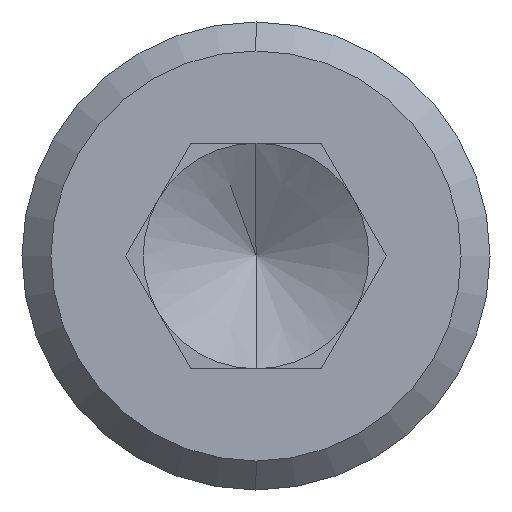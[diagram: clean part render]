
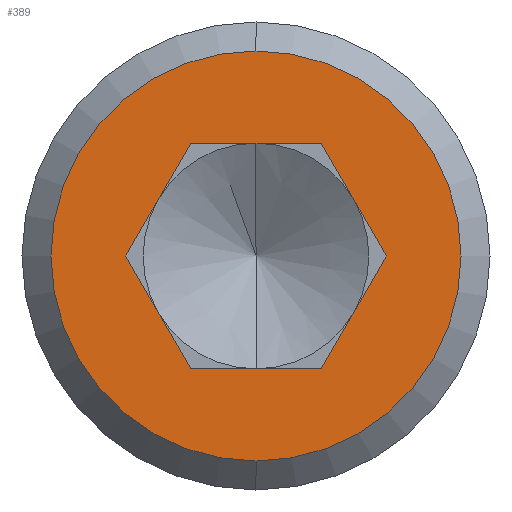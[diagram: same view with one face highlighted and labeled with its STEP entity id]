
A CAD part, left-side view. The second image highlights one B-rep face of the part: STEP entity #389.
In plain terms, the highlighted planar face has unit normal (-1, 0, 0).
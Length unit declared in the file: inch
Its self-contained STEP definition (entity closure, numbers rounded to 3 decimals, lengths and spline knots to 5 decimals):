
#19 = ORIENTED_EDGE ( 'NONE', *, *, #499, .F. ) ;
#21 = EDGE_CURVE ( 'NONE', #770, #254, #27, .T. ) ;
#23 = CARTESIAN_POINT ( 'NONE',  ( 0., -0.03147, -0.0545 ) ) ;
#27 = LINE ( 'NONE', #95, #493 ) ;
#33 = CARTESIAN_POINT ( 'NONE',  ( 0., 0.06293, 0. ) ) ;
#41 = LINE ( 'NONE', #625, #530 ) ;
#44 = EDGE_CURVE ( 'NONE', #430, #525, #128, .T. ) ;
#61 = ORIENTED_EDGE ( 'NONE', *, *, #435, .T. ) ;
#62 = DIRECTION ( 'NONE',  ( 0., 0., 1. ) ) ;
#70 = LINE ( 'NONE', #497, #748 ) ;
#95 = CARTESIAN_POINT ( 'NONE',  ( 0., 0.06293, 0. ) ) ;
#122 = VECTOR ( 'NONE', #600, 39.37008 ) ;
#126 = ORIENTED_EDGE ( 'NONE', *, *, #366, .T. ) ;
#128 = CIRCLE ( 'NONE', #622, 0.099 ) ;
#145 = VERTEX_POINT ( 'NONE', #509 ) ;
#157 = VERTEX_POINT ( 'NONE', #23 ) ;
#176 = FACE_OUTER_BOUND ( 'NONE', #619, .T. ) ;
#183 = PLANE ( 'NONE',  #199 ) ;
#199 = AXIS2_PLACEMENT_3D ( 'NONE', #616, #677, #62 ) ;
#206 = EDGE_CURVE ( 'NONE', #770, #145, #508, .T. ) ;
#208 = DIRECTION ( 'NONE',  ( 0., 0., 1. ) ) ;
#227 = ORIENTED_EDGE ( 'NONE', *, *, #688, .F. ) ;
#235 = ORIENTED_EDGE ( 'NONE', *, *, #21, .T. ) ;
#241 = AXIS2_PLACEMENT_3D ( 'NONE', #371, #754, #687 ) ;
#254 = VERTEX_POINT ( 'NONE', #656 ) ;
#269 = DIRECTION ( 'NONE',  ( 0., -0.5, 0.866 ) ) ;
#314 = VECTOR ( 'NONE', #554, 39.37008 ) ;
#322 = ORIENTED_EDGE ( 'NONE', *, *, #679, .T. ) ;
#336 = ORIENTED_EDGE ( 'NONE', *, *, #206, .F. ) ;
#345 = VECTOR ( 'NONE', #676, 39.37008 ) ;
#366 = EDGE_CURVE ( 'NONE', #516, #157, #41, .T. ) ;
#371 = CARTESIAN_POINT ( 'NONE',  ( 0., 0., 0. ) ) ;
#380 = LINE ( 'NONE', #666, #345 ) ;
#389 = ADVANCED_FACE ( 'NONE', ( #548, #176 ), #183, .T. ) ;
#411 = CARTESIAN_POINT ( 'NONE',  ( 0., 0.06293, 0. ) ) ;
#423 = DIRECTION ( 'NONE',  ( 0., 1., 0. ) ) ;
#430 = VERTEX_POINT ( 'NONE', #560 ) ;
#435 = EDGE_CURVE ( 'NONE', #525, #430, #611, .T. ) ;
#461 = DIRECTION ( 'NONE',  ( -1., 0., 0. ) ) ;
#477 = CARTESIAN_POINT ( 'NONE',  ( 0., 0., 0.099 ) ) ;
#493 = VECTOR ( 'NONE', #269, 39.37008 ) ;
#494 = CARTESIAN_POINT ( 'NONE',  ( 0., -0.03147, 0.0545 ) ) ;
#497 = CARTESIAN_POINT ( 'NONE',  ( 0., -0.03147, 0.0545 ) ) ;
#498 = DIRECTION ( 'NONE',  ( 0., 0.5, -0.866 ) ) ;
#499 = EDGE_CURVE ( 'NONE', #145, #157, #380, .T. ) ;
#508 = LINE ( 'NONE', #411, #122 ) ;
#509 = CARTESIAN_POINT ( 'NONE',  ( 0., 0.03147, -0.0545 ) ) ;
#516 = VERTEX_POINT ( 'NONE', #607 ) ;
#525 = VERTEX_POINT ( 'NONE', #477 ) ;
#530 = VECTOR ( 'NONE', #498, 39.37008 ) ;
#548 = FACE_BOUND ( 'NONE', #624, .T. ) ;
#554 = DIRECTION ( 'NONE',  ( 0., -0.5, -0.866 ) ) ;
#560 = CARTESIAN_POINT ( 'NONE',  ( 0., 0., -0.099 ) ) ;
#584 = CARTESIAN_POINT ( 'NONE',  ( 0., -0.03147, 0.0545 ) ) ;
#600 = DIRECTION ( 'NONE',  ( 0., -0.5, -0.866 ) ) ;
#607 = CARTESIAN_POINT ( 'NONE',  ( 0., -0.06293, 0. ) ) ;
#609 = LINE ( 'NONE', #494, #314 ) ;
#611 = CIRCLE ( 'NONE', #241, 0.099 ) ;
#616 = CARTESIAN_POINT ( 'NONE',  ( 0., 0., 0. ) ) ;
#619 = EDGE_LOOP ( 'NONE', ( #702, #61 ) ) ;
#622 = AXIS2_PLACEMENT_3D ( 'NONE', #712, #461, #208 ) ;
#624 = EDGE_LOOP ( 'NONE', ( #235, #227, #322, #126, #19, #336 ) ) ;
#625 = CARTESIAN_POINT ( 'NONE',  ( 0., -0.06293, 0. ) ) ;
#656 = CARTESIAN_POINT ( 'NONE',  ( 0., 0.03147, 0.0545 ) ) ;
#666 = CARTESIAN_POINT ( 'NONE',  ( 0., 0.03147, -0.0545 ) ) ;
#676 = DIRECTION ( 'NONE',  ( 0., -1., 0. ) ) ;
#677 = DIRECTION ( 'NONE',  ( -1., 0., 0. ) ) ;
#679 = EDGE_CURVE ( 'NONE', #755, #516, #609, .T. ) ;
#687 = DIRECTION ( 'NONE',  ( 0., 0., 1. ) ) ;
#688 = EDGE_CURVE ( 'NONE', #755, #254, #70, .T. ) ;
#702 = ORIENTED_EDGE ( 'NONE', *, *, #44, .T. ) ;
#712 = CARTESIAN_POINT ( 'NONE',  ( 0., 0., 0. ) ) ;
#748 = VECTOR ( 'NONE', #423, 39.37008 ) ;
#754 = DIRECTION ( 'NONE',  ( -1., 0., 0. ) ) ;
#755 = VERTEX_POINT ( 'NONE', #584 ) ;
#770 = VERTEX_POINT ( 'NONE', #33 ) ;
